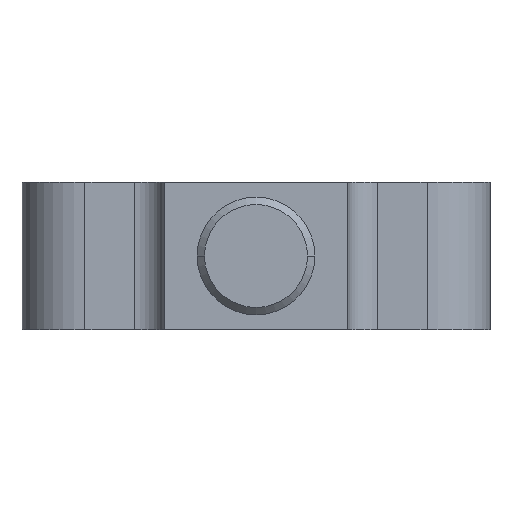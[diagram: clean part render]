
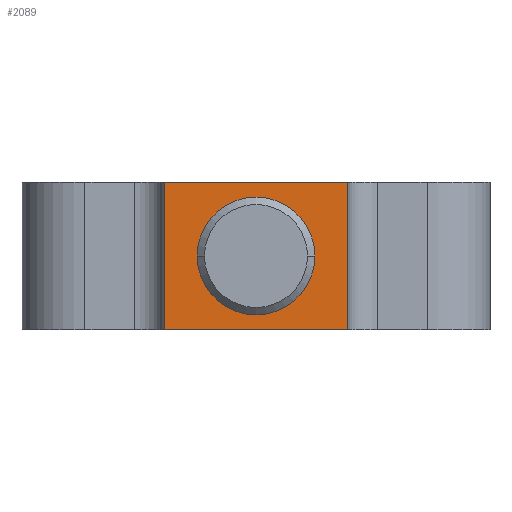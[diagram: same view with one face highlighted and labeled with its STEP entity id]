
A CAD part, left-side view. The second image highlights one B-rep face of the part: STEP entity #2089.
In plain terms, the highlighted planar face has unit normal (-1, 0, 0).
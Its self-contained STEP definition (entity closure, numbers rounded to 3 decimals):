
#407 = VERTEX_POINT ( 'NONE', #1347 ) ;
#409 = EDGE_CURVE ( 'NONE', #407, #410, #1346, .T. ) ;
#410 = VERTEX_POINT ( 'NONE', #1342 ) ;
#556 = VERTEX_POINT ( 'NONE', #1586 ) ;
#573 = EDGE_CURVE ( 'NONE', #556, #574, #1627, .T. ) ;
#574 = VERTEX_POINT ( 'NONE', #1623 ) ;
#1342 = CARTESIAN_POINT ( 'NONE',  ( -37.5, -12.5, 20. ) ) ;
#1343 = DIRECTION ( 'NONE',  ( 0., -1., 0. ) ) ;
#1344 = VECTOR ( 'NONE', #1343, 1000. ) ;
#1345 = CARTESIAN_POINT ( 'NONE',  ( -37.5, 12.5, 20. ) ) ;
#1346 = LINE ( 'NONE', #1345, #1344 ) ;
#1347 = CARTESIAN_POINT ( 'NONE',  ( -37.5, 12.5, 20. ) ) ;
#1586 = CARTESIAN_POINT ( 'NONE',  ( -37.5, -12.5, 0. ) ) ;
#1623 = CARTESIAN_POINT ( 'NONE',  ( -37.5, 12.5, 0. ) ) ;
#1624 = DIRECTION ( 'NONE',  ( 0., 1., 0. ) ) ;
#1625 = VECTOR ( 'NONE', #1624, 1000. ) ;
#1626 = CARTESIAN_POINT ( 'NONE',  ( -37.5, 12.5, 0. ) ) ;
#1627 = LINE ( 'NONE', #1626, #1625 ) ;
#1722 = DIRECTION ( 'NONE',  ( 0., 0., 1. ) ) ;
#1723 = VECTOR ( 'NONE', #1722, 1000. ) ;
#1724 = CARTESIAN_POINT ( 'NONE',  ( -37.5, 12.5, 20. ) ) ;
#1729 = LINE ( 'NONE', #1724, #1723 ) ;
#1751 = DIRECTION ( 'NONE',  ( 0., 0., 1. ) ) ;
#1752 = DIRECTION ( 'NONE',  ( -1., 0., 0. ) ) ;
#1753 = CARTESIAN_POINT ( 'NONE',  ( -37.5, 0., 10. ) ) ;
#1754 = AXIS2_PLACEMENT_3D ( 'NONE', #1753, #1752, #1751 ) ;
#1755 = CIRCLE ( 'NONE', #1754, 8. ) ;
#1756 = DIRECTION ( 'NONE',  ( 0., 0., -1. ) ) ;
#1757 = DIRECTION ( 'NONE',  ( -1., 0., 0. ) ) ;
#1758 = CARTESIAN_POINT ( 'NONE',  ( -37.5, -12.5, 20. ) ) ;
#1759 = AXIS2_PLACEMENT_3D ( 'NONE', #1758, #1757, #1756 ) ;
#1760 = PLANE ( 'NONE',  #1759 ) ;
#1761 = FACE_OUTER_BOUND ( 'NONE', #2064, .T. ) ;
#1762 = FACE_BOUND ( 'NONE', #2091, .T. ) ;
#1763 = DIRECTION ( 'NONE',  ( 0., 0., -1. ) ) ;
#1764 = VECTOR ( 'NONE', #1763, 1000. ) ;
#1765 = CARTESIAN_POINT ( 'NONE',  ( -37.5, -12.5, 20. ) ) ;
#1766 = LINE ( 'NONE', #1765, #1764 ) ;
#1840 = CARTESIAN_POINT ( 'NONE',  ( -37.5, 8., 10. ) ) ;
#1908 = DIRECTION ( 'NONE',  ( 0., 0., 1. ) ) ;
#1909 = DIRECTION ( 'NONE',  ( -1., 0., 0. ) ) ;
#1910 = CARTESIAN_POINT ( 'NONE',  ( -37.5, 0., 10. ) ) ;
#1911 = AXIS2_PLACEMENT_3D ( 'NONE', #1910, #1909, #1908 ) ;
#1916 = CIRCLE ( 'NONE', #1911, 8. ) ;
#1930 = CARTESIAN_POINT ( 'NONE',  ( -37.5, -8., 10. ) ) ;
#2052 = ORIENTED_EDGE ( 'NONE', *, *, #409, .F. ) ;
#2064 = EDGE_LOOP ( 'NONE', ( #2052, #2081, #2099, #2104 ) ) ;
#2070 = EDGE_CURVE ( 'NONE', #574, #407, #1729, .T. ) ;
#2081 = ORIENTED_EDGE ( 'NONE', *, *, #2070, .F. ) ;
#2088 = EDGE_CURVE ( 'NONE', #410, #556, #1766, .T. ) ;
#2089 = ADVANCED_FACE ( 'NONE', ( #1762, #1761 ), #1760, .T. ) ;
#2090 = ORIENTED_EDGE ( 'NONE', *, *, #2093, .F. ) ;
#2091 = EDGE_LOOP ( 'NONE', ( #2090, #2092 ) ) ;
#2092 = ORIENTED_EDGE ( 'NONE', *, *, #2226, .F. ) ;
#2093 = EDGE_CURVE ( 'NONE', #2176, #2212, #1755, .T. ) ;
#2099 = ORIENTED_EDGE ( 'NONE', *, *, #573, .F. ) ;
#2104 = ORIENTED_EDGE ( 'NONE', *, *, #2088, .F. ) ;
#2176 = VERTEX_POINT ( 'NONE', #1840 ) ;
#2212 = VERTEX_POINT ( 'NONE', #1930 ) ;
#2226 = EDGE_CURVE ( 'NONE', #2212, #2176, #1916, .T. ) ;
